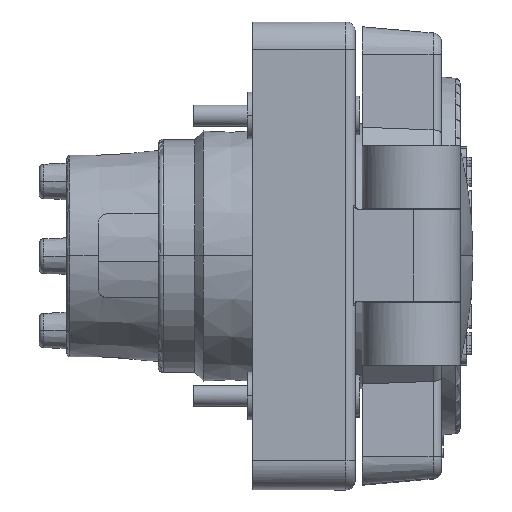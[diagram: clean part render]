
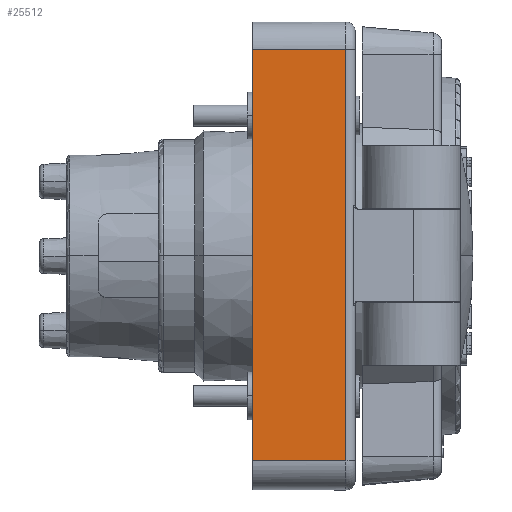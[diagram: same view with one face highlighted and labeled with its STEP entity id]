
A CAD part, top view. The second image highlights one B-rep face of the part: STEP entity #25512.
In plain terms, the highlighted planar face has unit normal (0, 0, 1).
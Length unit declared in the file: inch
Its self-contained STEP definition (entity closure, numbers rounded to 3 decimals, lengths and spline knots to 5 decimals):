
#71 = CARTESIAN_POINT ( 'NONE',  ( 0.924, 1.3755, 2.3125 ) ) ;
#662 = CARTESIAN_POINT ( 'NONE',  ( 0.924, -0.4585, 2.3125 ) ) ;
#842 = ORIENTED_EDGE ( 'NONE', *, *, #2281, .T. ) ;
#2020 = DIRECTION ( 'NONE',  ( 0., 0., 1. ) ) ;
#2170 = DIRECTION ( 'NONE',  ( 0., 1., 0. ) ) ;
#2281 = EDGE_CURVE ( 'NONE', #20089, #7330, #8509, .T. ) ;
#3590 = CARTESIAN_POINT ( 'NONE',  ( 0.924, -1.3755, 2.3125 ) ) ;
#4831 = ORIENTED_EDGE ( 'NONE', *, *, #28403, .T. ) ;
#6026 = CARTESIAN_POINT ( 'NONE',  ( 1.549, 1.3755, 2.3125 ) ) ;
#6181 = CARTESIAN_POINT ( 'NONE',  ( 1.549, -1.3755, 2.3125 ) ) ;
#6697 = FACE_OUTER_BOUND ( 'NONE', #8527, .T. ) ;
#7330 = VERTEX_POINT ( 'NONE', #10557 ) ;
#8318 = VERTEX_POINT ( 'NONE', #15035 ) ;
#8509 = B_SPLINE_CURVE_WITH_KNOTS ( 'NONE', 3,
 ( #9115, #15975, #16298, #30626 ),
 .UNSPECIFIED., .F., .F.,
 ( 4, 4 ),
 ( 0., 1. ),
 .UNSPECIFIED. ) ;
#8527 = EDGE_LOOP ( 'NONE', ( #4831, #17945, #842, #23602 ) ) ;
#9115 = CARTESIAN_POINT ( 'NONE',  ( 0.924, -1.3755, 2.3125 ) ) ;
#9815 = CARTESIAN_POINT ( 'NONE',  ( 1.549, 1.3755, 2.3125 ) ) ;
#10336 = B_SPLINE_CURVE_WITH_KNOTS ( 'NONE', 3,
 ( #3590, #662, #24824, #24396 ),
 .UNSPECIFIED., .F., .F.,
 ( 4, 4 ),
 ( 0., 1. ),
 .UNSPECIFIED. ) ;
#10557 = CARTESIAN_POINT ( 'NONE',  ( 1.549, -1.3755, 2.3125 ) ) ;
#11292 = CARTESIAN_POINT ( 'NONE',  ( 1.549, 0.4585, 2.3125 ) ) ;
#13422 = B_SPLINE_CURVE_WITH_KNOTS ( 'NONE', 3,
 ( #6181, #18138, #11292, #6026 ),
 .UNSPECIFIED., .F., .F.,
 ( 4, 4 ),
 ( 0., 1. ),
 .UNSPECIFIED. ) ;
#13979 = PLANE ( 'NONE',  #24381 ) ;
#14616 = CARTESIAN_POINT ( 'NONE',  ( 1.13233, 1.3755, 2.3125 ) ) ;
#15035 = CARTESIAN_POINT ( 'NONE',  ( 1.549, 1.3755, 2.3125 ) ) ;
#15975 = CARTESIAN_POINT ( 'NONE',  ( 1.13233, -1.3755, 2.3125 ) ) ;
#16298 = CARTESIAN_POINT ( 'NONE',  ( 1.34067, -1.3755, 2.3125 ) ) ;
#17340 = CARTESIAN_POINT ( 'NONE',  ( 0.924, -1.3755, 2.3125 ) ) ;
#17945 = ORIENTED_EDGE ( 'NONE', *, *, #26724, .F. ) ;
#18138 = CARTESIAN_POINT ( 'NONE',  ( 1.549, -0.4585, 2.3125 ) ) ;
#18192 = B_SPLINE_CURVE_WITH_KNOTS ( 'NONE', 3,
 ( #9815, #19284, #14616, #19076 ),
 .UNSPECIFIED., .F., .F.,
 ( 4, 4 ),
 ( 0., 1. ),
 .UNSPECIFIED. ) ;
#19076 = CARTESIAN_POINT ( 'NONE',  ( 0.924, 1.3755, 2.3125 ) ) ;
#19284 = CARTESIAN_POINT ( 'NONE',  ( 1.34067, 1.3755, 2.3125 ) ) ;
#20089 = VERTEX_POINT ( 'NONE', #17340 ) ;
#23448 = CARTESIAN_POINT ( 'NONE',  ( 0.924, -1.3755, 2.3125 ) ) ;
#23602 = ORIENTED_EDGE ( 'NONE', *, *, #28019, .T. ) ;
#24381 = AXIS2_PLACEMENT_3D ( 'NONE', #23448, #2020, #2170 ) ;
#24396 = CARTESIAN_POINT ( 'NONE',  ( 0.924, 1.3755, 2.3125 ) ) ;
#24457 = VERTEX_POINT ( 'NONE', #71 ) ;
#24824 = CARTESIAN_POINT ( 'NONE',  ( 0.924, 0.4585, 2.3125 ) ) ;
#25512 = ADVANCED_FACE ( 'NONE', ( #6697 ), #13979, .T. ) ;
#26724 = EDGE_CURVE ( 'NONE', #20089, #24457, #10336, .T. ) ;
#28019 = EDGE_CURVE ( 'NONE', #7330, #8318, #13422, .T. ) ;
#28403 = EDGE_CURVE ( 'NONE', #8318, #24457, #18192, .T. ) ;
#30626 = CARTESIAN_POINT ( 'NONE',  ( 1.549, -1.3755, 2.3125 ) ) ;
